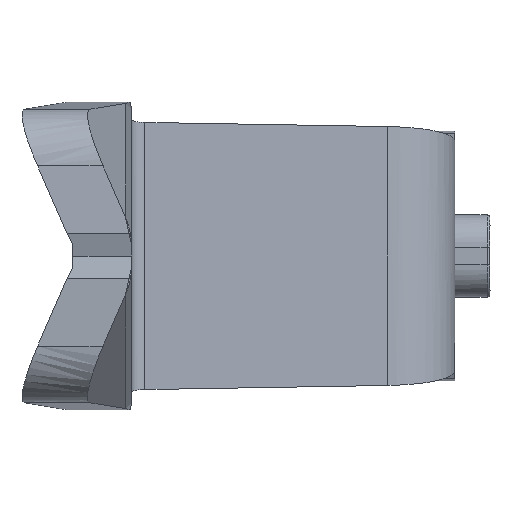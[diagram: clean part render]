
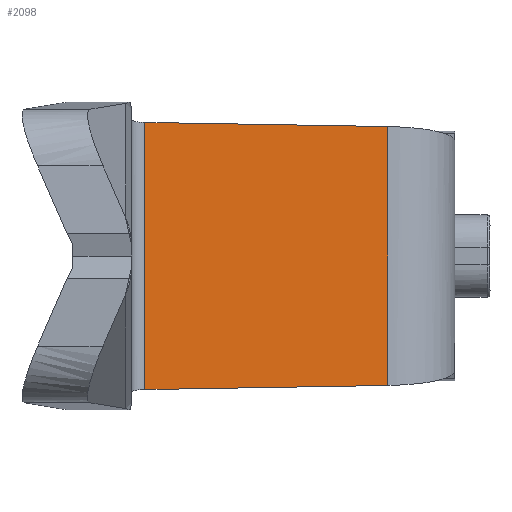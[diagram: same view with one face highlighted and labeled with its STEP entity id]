
A CAD part, left-side view. The second image highlights one B-rep face of the part: STEP entity #2098.
In plain terms, the highlighted free-form (B-spline) face has degree [1, 1] with [2, 2] control points.
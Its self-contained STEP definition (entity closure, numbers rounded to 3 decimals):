
#58=CARTESIAN_POINT('',(-18.431,-21.436,8.814));
#59=VERTEX_POINT('',#58);
#75=CARTESIAN_POINT('',(-18.431,-21.436,-8.814));
#76=VERTEX_POINT('',#75);
#77=CARTESIAN_POINT('',(-18.431,-21.436,-8.814));
#78=CARTESIAN_POINT('',(-18.431,-21.436,8.814));
#79=QUASI_UNIFORM_CURVE('',1,(#77,#78),.UNSPECIFIED.,.F.,.U.);
#80=EDGE_CURVE('',#76,#59,#79,.T.);
#243=CARTESIAN_POINT('',(-19.877,-4.913,9.092));
#244=VERTEX_POINT('',#243);
#265=CARTESIAN_POINT('',(-19.877,-4.913,-9.092));
#266=VERTEX_POINT('',#265);
#280=CARTESIAN_POINT('',(-19.877,-4.913,9.092));
#281=CARTESIAN_POINT('',(-19.877,-4.913,-9.092));
#282=QUASI_UNIFORM_CURVE('',1,(#280,#281),.UNSPECIFIED.,.F.,.U.);
#283=EDGE_CURVE('',#244,#266,#282,.T.);
#1978=CARTESIAN_POINT('',(-18.431,-21.436,-8.814));
#1979=CARTESIAN_POINT('',(-19.877,-4.913,-9.092));
#1980=QUASI_UNIFORM_CURVE('',1,(#1978,#1979),.UNSPECIFIED.,.F.,.U.);
#1981=EDGE_CURVE('',#76,#266,#1980,.T.);
#2026=CARTESIAN_POINT('',(-19.877,-4.913,9.092));
#2027=CARTESIAN_POINT('',(-18.431,-21.436,8.814));
#2028=QUASI_UNIFORM_CURVE('',1,(#2026,#2027),.UNSPECIFIED.,.F.,.U.);
#2029=EDGE_CURVE('',#244,#59,#2028,.T.);
#2087=CARTESIAN_POINT('',(-18.359,-22.261,-10.));
#2088=CARTESIAN_POINT('',(-19.949,-4.088,-10.));
#2089=CARTESIAN_POINT('',(-18.359,-22.261,10.));
#2090=CARTESIAN_POINT('',(-19.949,-4.088,10.));
#2091=B_SPLINE_SURFACE_WITH_KNOTS('',1,1,((#2087,#2089),(#2088,#2090)),.UNSPECIFIED.,.F.,.F.,.U.,(2,2),(2,2),(0.0,18.243),(0.0,20.),.UNSPECIFIED.);
#2092=ORIENTED_EDGE('',*,*,#1981,.F.);
#2093=ORIENTED_EDGE('',*,*,#80,.T.);
#2094=ORIENTED_EDGE('',*,*,#2029,.F.);
#2095=ORIENTED_EDGE('',*,*,#283,.T.);
#2096=EDGE_LOOP('',(#2092,#2093,#2094,#2095));
#2097=FACE_OUTER_BOUND('',#2096,.T.);
#2098=ADVANCED_FACE('',(#2097),#2091,.F.);
